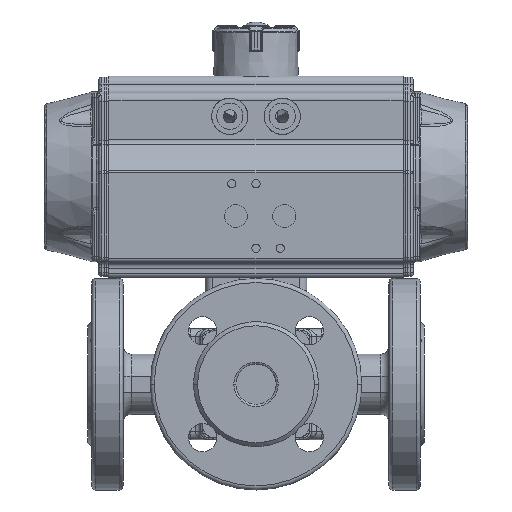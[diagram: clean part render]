
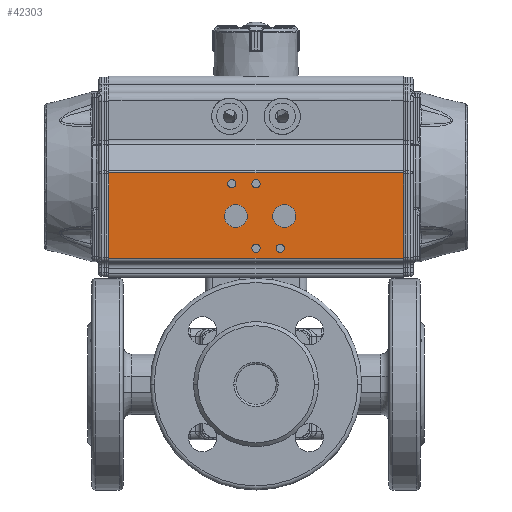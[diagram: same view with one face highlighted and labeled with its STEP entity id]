
A CAD part, front view. The second image highlights one B-rep face of the part: STEP entity #42303.
In plain terms, the highlighted face is planar.
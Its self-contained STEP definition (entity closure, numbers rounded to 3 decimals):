
#1484=PLANE('',#45731);
#3385=LINE('',#82420,#5883);
#3402=LINE('',#82484,#5900);
#3403=LINE('',#82498,#5901);
#3404=LINE('',#82499,#5902);
#5883=VECTOR('',#52653,1000.);
#5900=VECTOR('',#52712,1000.);
#5901=VECTOR('',#52727,1000.);
#5902=VECTOR('',#52728,1000.);
#15856=ORIENTED_EDGE('',*,*,#25425,.T.);
#15857=ORIENTED_EDGE('',*,*,#25426,.T.);
#15858=ORIENTED_EDGE('',*,*,#25427,.T.);
#15859=ORIENTED_EDGE('',*,*,#25428,.T.);
#15860=ORIENTED_EDGE('',*,*,#25429,.T.);
#15861=ORIENTED_EDGE('',*,*,#25430,.T.);
#15862=ORIENTED_EDGE('',*,*,#25431,.F.);
#15863=ORIENTED_EDGE('',*,*,#25424,.T.);
#15864=ORIENTED_EDGE('',*,*,#25432,.T.);
#15865=ORIENTED_EDGE('',*,*,#25394,.T.);
#25394=EDGE_CURVE('',#30629,#30628,#3385,.T.);
#25424=EDGE_CURVE('',#30653,#30654,#3402,.T.);
#25425=EDGE_CURVE('',#30655,#30655,#33435,.T.);
#25426=EDGE_CURVE('',#30656,#30656,#33436,.T.);
#25427=EDGE_CURVE('',#30657,#30657,#33437,.T.);
#25428=EDGE_CURVE('',#30658,#30658,#33438,.T.);
#25429=EDGE_CURVE('',#30659,#30659,#33439,.T.);
#25430=EDGE_CURVE('',#30660,#30660,#33440,.T.);
#25431=EDGE_CURVE('',#30653,#30628,#3403,.T.);
#25432=EDGE_CURVE('',#30654,#30629,#3404,.T.);
#30628=VERTEX_POINT('',#82419);
#30629=VERTEX_POINT('',#82421);
#30653=VERTEX_POINT('',#82481);
#30654=VERTEX_POINT('',#82483);
#30655=VERTEX_POINT('',#82487);
#30656=VERTEX_POINT('',#82489);
#30657=VERTEX_POINT('',#82491);
#30658=VERTEX_POINT('',#82493);
#30659=VERTEX_POINT('',#82495);
#30660=VERTEX_POINT('',#82497);
#33435=CIRCLE('',#45732,2.067);
#33436=CIRCLE('',#45733,2.067);
#33437=CIRCLE('',#45734,2.067);
#33438=CIRCLE('',#45735,2.067);
#33439=CIRCLE('',#45736,5.723);
#33440=CIRCLE('',#45737,5.723);
#35887=EDGE_LOOP('',(#15856));
#35888=EDGE_LOOP('',(#15857));
#35889=EDGE_LOOP('',(#15858));
#35890=EDGE_LOOP('',(#15859));
#35891=EDGE_LOOP('',(#15860));
#35892=EDGE_LOOP('',(#15861));
#35893=EDGE_LOOP('',(#15862,#15863,#15864,#15865));
#38994=FACE_BOUND('',#35887,.T.);
#38995=FACE_BOUND('',#35888,.T.);
#38996=FACE_BOUND('',#35889,.T.);
#38997=FACE_BOUND('',#35890,.T.);
#38998=FACE_BOUND('',#35891,.T.);
#38999=FACE_BOUND('',#35892,.T.);
#39000=FACE_BOUND('',#35893,.T.);
#42303=ADVANCED_FACE('',(#38994,#38995,#38996,#38997,#38998,#38999,#39000),
#1484,.T.);
#45731=AXIS2_PLACEMENT_3D('',#82485,#52713,#52714);
#45732=AXIS2_PLACEMENT_3D('',#82486,#52715,#52716);
#45733=AXIS2_PLACEMENT_3D('',#82488,#52717,#52718);
#45734=AXIS2_PLACEMENT_3D('',#82490,#52719,#52720);
#45735=AXIS2_PLACEMENT_3D('',#82492,#52721,#52722);
#45736=AXIS2_PLACEMENT_3D('',#82494,#52723,#52724);
#45737=AXIS2_PLACEMENT_3D('',#82496,#52725,#52726);
#52653=DIRECTION('',(0.,0.,1.));
#52712=DIRECTION('',(0.,0.,-1.));
#52713=DIRECTION('',(1.,0.,0.));
#52714=DIRECTION('',(0.,0.,-1.));
#52715=DIRECTION('',(-1.,0.,0.));
#52716=DIRECTION('',(0.,0.,-1.));
#52717=DIRECTION('',(-1.,0.,0.));
#52718=DIRECTION('',(0.,0.,-1.));
#52719=DIRECTION('',(-1.,0.,0.));
#52720=DIRECTION('',(0.,0.,-1.));
#52721=DIRECTION('',(-1.,0.,0.));
#52722=DIRECTION('',(0.,0.,-1.));
#52723=DIRECTION('',(-1.,0.,0.));
#52724=DIRECTION('',(0.,0.,-1.));
#52725=DIRECTION('',(-1.,0.,0.));
#52726=DIRECTION('',(0.,0.,-1.));
#52727=DIRECTION('',(0.,1.,0.));
#52728=DIRECTION('',(0.,1.,0.));
#82419=CARTESIAN_POINT('',(52.,1.877,146.));
#82420=CARTESIAN_POINT('',(52.,1.877,0.));
#82421=CARTESIAN_POINT('',(52.,1.877,0.));
#82481=CARTESIAN_POINT('',(52.,-40.5,146.));
#82483=CARTESIAN_POINT('',(52.,-40.5,0.));
#82484=CARTESIAN_POINT('',(52.,-40.5,0.));
#82485=CARTESIAN_POINT('',(52.,-40.5,0.));
#82486=CARTESIAN_POINT('',(52.,-35.5,73.));
#82487=CARTESIAN_POINT('',(52.,-35.5,70.933));
#82488=CARTESIAN_POINT('',(52.,-3.5,73.));
#82489=CARTESIAN_POINT('',(52.,-3.5,70.933));
#82490=CARTESIAN_POINT('',(52.,-3.5,85.));
#82491=CARTESIAN_POINT('',(52.,-3.5,82.933));
#82492=CARTESIAN_POINT('',(52.,-35.5,61.));
#82493=CARTESIAN_POINT('',(52.,-35.5,58.933));
#82494=CARTESIAN_POINT('',(52.,-19.5,82.961));
#82495=CARTESIAN_POINT('',(52.,-19.5,77.238));
#82496=CARTESIAN_POINT('',(52.,-19.5,58.961));
#82497=CARTESIAN_POINT('',(52.,-19.5,53.238));
#82498=CARTESIAN_POINT('',(52.,-3.019,146.));
#82499=CARTESIAN_POINT('',(52.,-3.019,0.));
